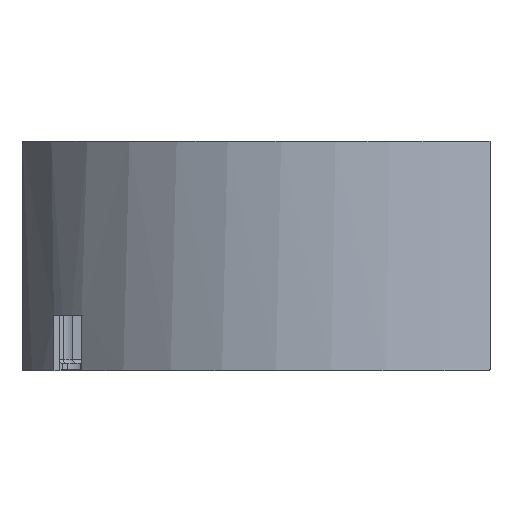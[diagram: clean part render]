
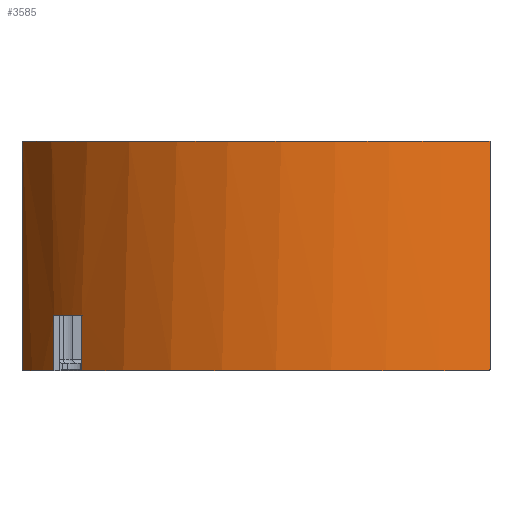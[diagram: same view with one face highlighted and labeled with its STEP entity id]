
A CAD part, left-side view. The second image highlights one B-rep face of the part: STEP entity #3585.
In plain terms, the highlighted cylindrical face has radius 86.5 mm (diameter 173 mm), a partial arc.
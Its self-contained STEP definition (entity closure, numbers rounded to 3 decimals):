
#25=ELLIPSE('',#3850,122.329,86.5);
#74=CYLINDRICAL_SURFACE('',#3848,86.5);
#232=FACE_OUTER_BOUND('',#455,.T.);
#455=EDGE_LOOP('',(#2477,#2478,#2479,#2480,#2481,#2482,#2483,#2484,#2485));
#709=LINE('',#5482,#1026);
#714=LINE('',#5499,#1031);
#716=LINE('',#5531,#1033);
#717=LINE('',#5534,#1034);
#1026=VECTOR('',#4303,10.);
#1031=VECTOR('',#4322,10.);
#1033=VECTOR('',#4346,10.);
#1034=VECTOR('',#4349,1.5);
#1310=CIRCLE('',#3817,86.5);
#1328=CIRCLE('',#3838,86.5);
#1334=CIRCLE('',#3849,86.5);
#1335=CIRCLE('',#3851,86.5);
#1504=VERTEX_POINT('',#5418);
#1505=VERTEX_POINT('',#5420);
#1534=VERTEX_POINT('',#5480);
#1538=VERTEX_POINT('',#5493);
#1539=VERTEX_POINT('',#5497);
#1544=VERTEX_POINT('',#5526);
#1545=VERTEX_POINT('',#5528);
#1546=VERTEX_POINT('',#5530);
#1547=VERTEX_POINT('',#5532);
#1847=EDGE_CURVE('',#1504,#1505,#1310,.T.);
#1878=EDGE_CURVE('',#1504,#1534,#709,.T.);
#1885=EDGE_CURVE('',#1534,#1538,#1328,.T.);
#1887=EDGE_CURVE('',#1538,#1539,#714,.T.);
#1895=EDGE_CURVE('',#1544,#1539,#1334,.T.);
#1896=EDGE_CURVE('',#1545,#1544,#25,.T.);
#1897=EDGE_CURVE('',#1545,#1546,#716,.T.);
#1898=EDGE_CURVE('',#1547,#1546,#1335,.T.);
#1899=EDGE_CURVE('',#1505,#1547,#717,.T.);
#2477=ORIENTED_EDGE('',*,*,#1887,.T.);
#2478=ORIENTED_EDGE('',*,*,#1895,.F.);
#2479=ORIENTED_EDGE('',*,*,#1896,.F.);
#2480=ORIENTED_EDGE('',*,*,#1897,.T.);
#2481=ORIENTED_EDGE('',*,*,#1898,.F.);
#2482=ORIENTED_EDGE('',*,*,#1899,.F.);
#2483=ORIENTED_EDGE('',*,*,#1847,.F.);
#2484=ORIENTED_EDGE('',*,*,#1878,.T.);
#2485=ORIENTED_EDGE('',*,*,#1885,.T.);
#3585=ADVANCED_FACE('',(#232),#74,.T.);
#3817=AXIS2_PLACEMENT_3D('',#5421,#4255,#4256);
#3838=AXIS2_PLACEMENT_3D('',#5495,#4317,#4318);
#3848=AXIS2_PLACEMENT_3D('',#5525,#4340,#4341);
#3849=AXIS2_PLACEMENT_3D('',#5527,#4342,#4343);
#3850=AXIS2_PLACEMENT_3D('',#5529,#4344,#4345);
#3851=AXIS2_PLACEMENT_3D('',#5533,#4347,#4348);
#4255=DIRECTION('center_axis',(0.,0.,-1.));
#4256=DIRECTION('ref_axis',(-1.,0.,0.));
#4303=DIRECTION('',(0.,0.,1.));
#4317=DIRECTION('center_axis',(0.,0.,1.));
#4318=DIRECTION('ref_axis',(-1.,0.,0.));
#4322=DIRECTION('',(0.,0.,-1.));
#4340=DIRECTION('center_axis',(0.,0.,1.));
#4341=DIRECTION('ref_axis',(-1.,0.,0.));
#4342=DIRECTION('center_axis',(0.,0.,-1.));
#4343=DIRECTION('ref_axis',(-1.,0.,0.));
#4344=DIRECTION('center_axis',(0.,-0.707,-0.707));
#4345=DIRECTION('ref_axis',(0.,-0.707,0.707));
#4346=DIRECTION('',(0.,0.,1.));
#4347=DIRECTION('center_axis',(0.,0.,1.));
#4348=DIRECTION('ref_axis',(-1.,0.,0.));
#4349=DIRECTION('',(0.,0.,1.));
#5418=CARTESIAN_POINT('',(-52.417,68.809,10.5));
#5420=CARTESIAN_POINT('',(-39.508,76.951,10.5));
#5421=CARTESIAN_POINT('Origin',(0.,0.,10.5));
#5480=CARTESIAN_POINT('',(-52.417,68.809,25.));
#5482=CARTESIAN_POINT('',(-52.417,68.809,10.5));
#5493=CARTESIAN_POINT('',(-60.727,61.599,25.));
#5495=CARTESIAN_POINT('Origin',(0.,0.,25.));
#5497=CARTESIAN_POINT('',(-60.727,61.599,10.5));
#5499=CARTESIAN_POINT('',(-60.727,61.599,10.5));
#5525=CARTESIAN_POINT('Origin',(0.,0.,10.5));
#5526=CARTESIAN_POINT('',(-74.115,-44.6,10.5));
#5527=CARTESIAN_POINT('Origin',(0.,0.,10.5));
#5528=CARTESIAN_POINT('',(-73.873,-45.,10.9));
#5529=CARTESIAN_POINT('Origin',(0.,0.,-34.1));
#5530=CARTESIAN_POINT('',(-73.873,-45.,70.5));
#5531=CARTESIAN_POINT('',(-73.873,-45.,10.5));
#5532=CARTESIAN_POINT('',(-39.508,76.951,70.5));
#5533=CARTESIAN_POINT('Origin',(0.,0.,70.5));
#5534=CARTESIAN_POINT('',(-39.508,76.951,10.5));
